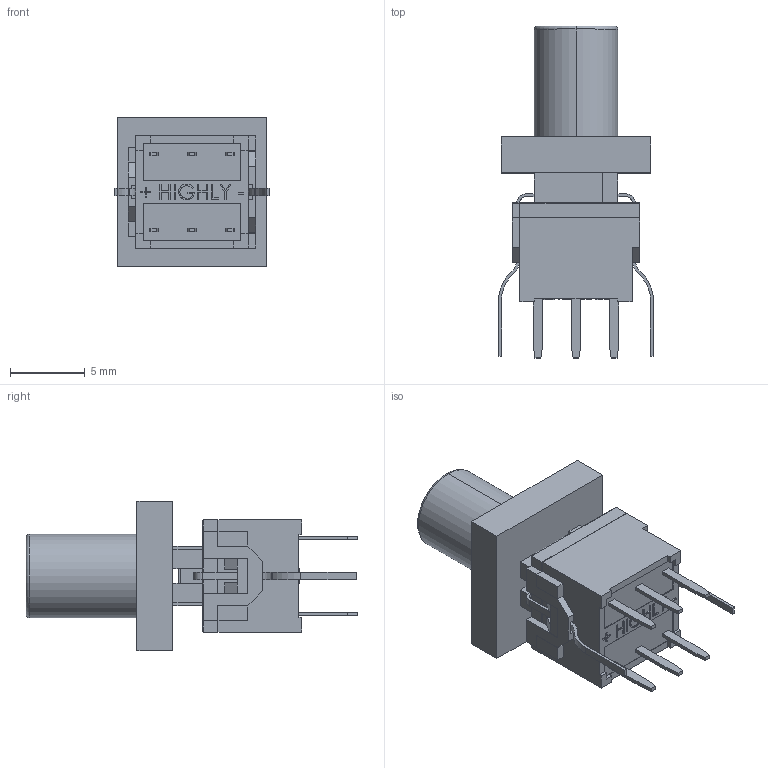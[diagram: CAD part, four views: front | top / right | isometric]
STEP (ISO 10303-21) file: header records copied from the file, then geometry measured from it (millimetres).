
FILE_DESCRIPTION (( 'STEP AP214' ), '1' );
FILE_NAME ('User Library-Signal_Green.STEP', '2023-01-17T18:04:54', ( '' ), ( '' ), 'SwSTEP 2.0', 'SolidWorks 2022', '' );
FILE_SCHEMA (( 'AUTOMOTIVE_DESIGN' ));
Length unit declared in the file: millimetre
Products named in the file (3): Przycisk_Signal_Green_Domyślna; Switch_DPDT_bistable_Domyślna; User Library-Signal_Green
Assembly tree (2 placements, depth 2):
  User Library-Signal_Green
    Przycisk_Signal_Green_Domyślna
    Switch_DPDT_bistable_Domyślna
Bounding box: 10.34 x 22.15 x 10 mm (x, y, z)
Volume: 830.2 mm3; surface area: 1021.8 mm2
Topology: 4 solids, 4 shells, 381 faces, 1041 edges, 670 vertices
Faces by surface type: plane 348, cylinder 22, bspline 9, torus 2
Entity records: 15193 total; most frequent: CARTESIAN_POINT 2786, ORIENTED_EDGE 2082, DIRECTION 1829, EDGE_CURVE 1041, VECTOR 971, LINE 971, VERTEX_POINT 670, AXIS2_PLACEMENT_3D 429
